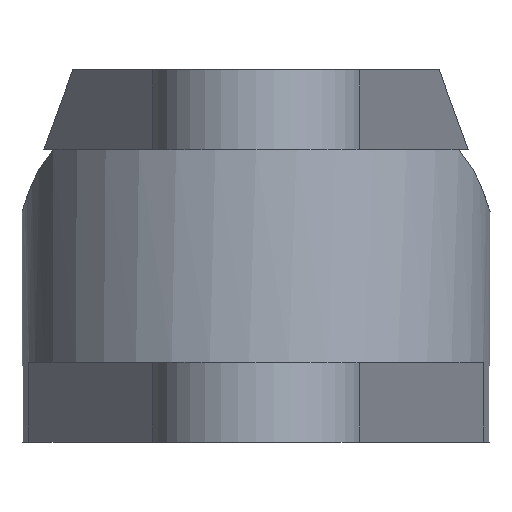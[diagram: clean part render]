
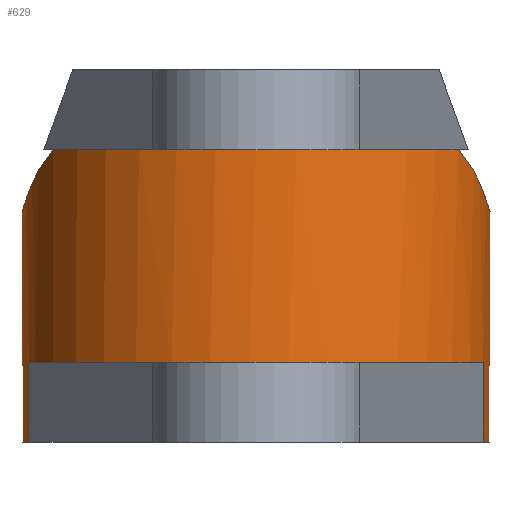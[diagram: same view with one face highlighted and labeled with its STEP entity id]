
A CAD part, left-side view. The second image highlights one B-rep face of the part: STEP entity #629.
In plain terms, the highlighted cylindrical face has radius 11 mm (diameter 22 mm), a full revolution.
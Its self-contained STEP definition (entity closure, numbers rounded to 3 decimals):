
#22=B_SPLINE_CURVE_WITH_KNOTS('',3,(#1039,#1040,#1041,#1042,#1043),
 .UNSPECIFIED.,.F.,.F.,(4,1,4),(0.,0.002,
0.005),.UNSPECIFIED.);
#23=B_SPLINE_CURVE_WITH_KNOTS('',3,(#1045,#1046,#1047,#1048,#1049),
 .UNSPECIFIED.,.F.,.F.,(4,1,4),(0.,0.002,
0.005),.UNSPECIFIED.);
#24=ELLIPSE('',#676,13.314,11.);
#26=ELLIPSE('',#678,13.314,11.);
#27=ELLIPSE('',#682,13.314,11.);
#29=ELLIPSE('',#684,13.314,11.);
#37=CIRCLE('',#692,11.);
#38=CIRCLE('',#693,11.);
#39=CIRCLE('',#694,11.);
#40=CIRCLE('',#695,11.);
#41=CIRCLE('',#696,11.);
#42=CIRCLE('',#697,11.);
#63=CYLINDRICAL_SURFACE('',#691,11.);
#127=ORIENTED_EDGE('',*,*,#293,.T.);
#128=ORIENTED_EDGE('',*,*,#281,.F.);
#129=ORIENTED_EDGE('',*,*,#294,.T.);
#130=ORIENTED_EDGE('',*,*,#259,.F.);
#131=ORIENTED_EDGE('',*,*,#295,.F.);
#132=ORIENTED_EDGE('',*,*,#263,.T.);
#133=ORIENTED_EDGE('',*,*,#296,.T.);
#134=ORIENTED_EDGE('',*,*,#277,.T.);
#135=ORIENTED_EDGE('',*,*,#297,.T.);
#136=ORIENTED_EDGE('',*,*,#250,.T.);
#137=ORIENTED_EDGE('',*,*,#298,.F.);
#138=ORIENTED_EDGE('',*,*,#299,.F.);
#139=ORIENTED_EDGE('',*,*,#300,.F.);
#140=ORIENTED_EDGE('',*,*,#286,.T.);
#141=ORIENTED_EDGE('',*,*,#301,.F.);
#142=ORIENTED_EDGE('',*,*,#248,.F.);
#248=EDGE_CURVE('',#334,#335,#395,.T.);
#250=EDGE_CURVE('',#336,#337,#397,.T.);
#259=EDGE_CURVE('',#342,#344,#24,.F.);
#263=EDGE_CURVE('',#348,#347,#26,.F.);
#277=EDGE_CURVE('',#361,#360,#27,.F.);
#281=EDGE_CURVE('',#364,#365,#29,.F.);
#286=EDGE_CURVE('',#368,#369,#421,.T.);
#293=EDGE_CURVE('',#360,#365,#37,.T.);
#294=EDGE_CURVE('',#364,#344,#22,.T.);
#295=EDGE_CURVE('',#348,#342,#38,.T.);
#296=EDGE_CURVE('',#347,#361,#23,.T.);
#297=EDGE_CURVE('',#334,#336,#39,.T.);
#298=EDGE_CURVE('',#373,#337,#40,.T.);
#299=EDGE_CURVE('',#374,#373,#425,.T.);
#300=EDGE_CURVE('',#368,#374,#41,.T.);
#301=EDGE_CURVE('',#335,#369,#42,.T.);
#334=VERTEX_POINT('',#935);
#335=VERTEX_POINT('',#937);
#336=VERTEX_POINT('',#941);
#337=VERTEX_POINT('',#942);
#342=VERTEX_POINT('',#958);
#344=VERTEX_POINT('',#961);
#347=VERTEX_POINT('',#967);
#348=VERTEX_POINT('',#969);
#360=VERTEX_POINT('',#997);
#361=VERTEX_POINT('',#999);
#364=VERTEX_POINT('',#1005);
#365=VERTEX_POINT('',#1007);
#368=VERTEX_POINT('',#1017);
#369=VERTEX_POINT('',#1018);
#373=VERTEX_POINT('',#1052);
#374=VERTEX_POINT('',#1054);
#395=LINE('',#936,#442);
#397=LINE('',#940,#444);
#421=LINE('',#1016,#468);
#425=LINE('',#1053,#472);
#442=VECTOR('',#744,1000.);
#444=VECTOR('',#748,1000.);
#468=VECTOR('',#812,1000.);
#472=VECTOR('',#830,1000.);
#501=EDGE_LOOP('',(#127,#128,#129,#130,#131,#132,#133,#134));
#502=EDGE_LOOP('',(#135,#136,#137,#138,#139,#140,#141,#142));
#556=FACE_BOUND('',#501,.T.);
#557=FACE_BOUND('',#502,.T.);
#629=ADVANCED_FACE('',(#556,#557),#63,.T.);
#676=AXIS2_PLACEMENT_3D('',#960,#767,#768);
#678=AXIS2_PLACEMENT_3D('',#968,#773,#774);
#682=AXIS2_PLACEMENT_3D('',#998,#794,#795);
#684=AXIS2_PLACEMENT_3D('',#1006,#800,#801);
#691=AXIS2_PLACEMENT_3D('',#1037,#820,#821);
#692=AXIS2_PLACEMENT_3D('',#1038,#822,#823);
#693=AXIS2_PLACEMENT_3D('',#1044,#824,#825);
#694=AXIS2_PLACEMENT_3D('',#1050,#826,#827);
#695=AXIS2_PLACEMENT_3D('',#1051,#828,#829);
#696=AXIS2_PLACEMENT_3D('',#1055,#831,#832);
#697=AXIS2_PLACEMENT_3D('',#1056,#833,#834);
#744=DIRECTION('',(0.,0.,-1.));
#748=DIRECTION('',(0.,0.,-1.));
#767=DIRECTION('',(0.563,0.,-0.826));
#768=DIRECTION('',(-0.826,0.,-0.563));
#773=DIRECTION('',(-0.563,0.,0.826));
#774=DIRECTION('',(-0.826,0.,-0.563));
#794=DIRECTION('',(0.563,0.,0.826));
#795=DIRECTION('',(0.826,0.,-0.563));
#800=DIRECTION('',(-0.563,0.,-0.826));
#801=DIRECTION('',(0.826,0.,-0.563));
#812=DIRECTION('',(0.,0.,-1.));
#820=DIRECTION('',(0.,0.,-1.));
#821=DIRECTION('',(-1.,0.,0.));
#822=DIRECTION('',(0.,0.,-1.));
#823=DIRECTION('',(0.971,-0.24,0.));
#824=DIRECTION('',(0.,0.,1.));
#825=DIRECTION('',(-0.971,-0.24,0.));
#826=DIRECTION('',(0.,0.,1.));
#827=DIRECTION('',(-0.971,-0.24,0.));
#828=DIRECTION('',(0.,0.,-1.));
#829=DIRECTION('',(1.,0.,0.));
#830=DIRECTION('',(0.,0.,-1.));
#831=DIRECTION('',(0.,0.,-1.));
#832=DIRECTION('',(0.971,-0.24,0.));
#833=DIRECTION('',(0.,0.,-1.));
#834=DIRECTION('',(1.,0.,0.));
#935=CARTESIAN_POINT('',(2.64,-10.679,4.75));
#936=CARTESIAN_POINT('',(2.64,-10.679,17.5));
#937=CARTESIAN_POINT('',(2.64,-10.679,0.));
#940=CARTESIAN_POINT('',(2.64,10.679,17.5));
#941=CARTESIAN_POINT('',(2.64,10.679,4.75));
#942=CARTESIAN_POINT('',(2.64,10.679,0.));
#958=CARTESIAN_POINT('',(6.967,8.513,14.75));
#960=CARTESIAN_POINT('',(0.,0.,10.));
#961=CARTESIAN_POINT('',(2.253,10.767,11.536));
#967=CARTESIAN_POINT('',(2.253,-10.767,11.536));
#968=CARTESIAN_POINT('',(0.,0.,10.));
#969=CARTESIAN_POINT('',(6.967,-8.513,14.75));
#997=CARTESIAN_POINT('',(-5.5,-9.526,13.75));
#998=CARTESIAN_POINT('',(0.,0.,10.));
#999=CARTESIAN_POINT('',(-2.253,-10.767,11.536));
#1005=CARTESIAN_POINT('',(-2.253,10.767,11.536));
#1006=CARTESIAN_POINT('',(0.,0.,10.));
#1007=CARTESIAN_POINT('',(-5.5,9.526,13.75));
#1016=CARTESIAN_POINT('',(-2.64,-10.679,17.5));
#1017=CARTESIAN_POINT('',(-2.64,-10.679,3.75));
#1018=CARTESIAN_POINT('',(-2.64,-10.679,0.));
#1037=CARTESIAN_POINT('',(0.,0.,30.));
#1038=CARTESIAN_POINT('',(0.,0.,13.75));
#1039=CARTESIAN_POINT('',(-2.253,10.767,11.536));
#1040=CARTESIAN_POINT('',(-1.594,10.905,11.087));
#1041=CARTESIAN_POINT('',(-0.008,11.095,10.595));
#1042=CARTESIAN_POINT('',(1.594,10.905,11.087));
#1043=CARTESIAN_POINT('',(2.253,10.767,11.536));
#1044=CARTESIAN_POINT('',(0.,0.,14.75));
#1045=CARTESIAN_POINT('',(2.253,-10.767,11.536));
#1046=CARTESIAN_POINT('',(1.594,-10.905,11.087));
#1047=CARTESIAN_POINT('',(0.008,-11.095,10.595));
#1048=CARTESIAN_POINT('',(-1.594,-10.905,11.087));
#1049=CARTESIAN_POINT('',(-2.253,-10.767,11.536));
#1050=CARTESIAN_POINT('',(0.,0.,4.75));
#1051=CARTESIAN_POINT('',(0.,0.,0.));
#1052=CARTESIAN_POINT('',(-2.64,10.679,0.));
#1053=CARTESIAN_POINT('',(-2.64,10.679,17.5));
#1054=CARTESIAN_POINT('',(-2.64,10.679,3.75));
#1055=CARTESIAN_POINT('',(0.,0.,3.75));
#1056=CARTESIAN_POINT('',(0.,0.,0.));
